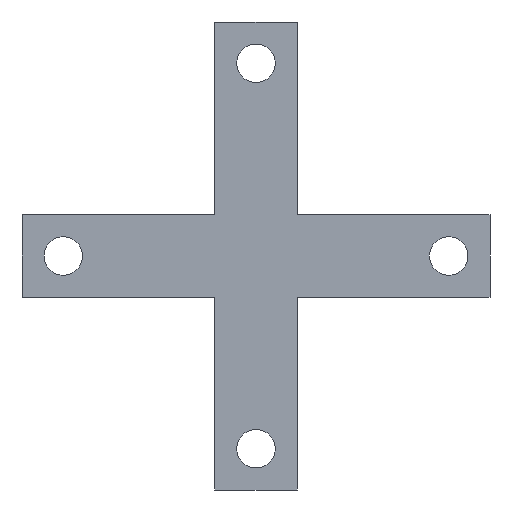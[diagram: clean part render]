
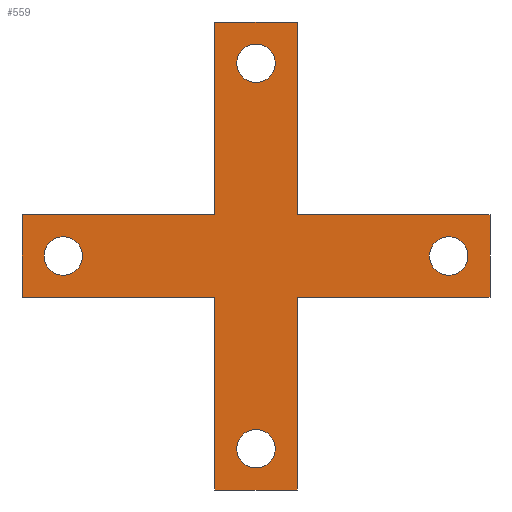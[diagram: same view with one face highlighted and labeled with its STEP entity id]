
A CAD part, front view. The second image highlights one B-rep face of the part: STEP entity #559.
In plain terms, the highlighted planar face has unit normal (0, -1, 0).
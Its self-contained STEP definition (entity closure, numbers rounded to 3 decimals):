
#19=FACE_BOUND('',#110,.T.);
#20=FACE_BOUND('',#111,.T.);
#21=FACE_BOUND('',#112,.T.);
#22=FACE_BOUND('',#113,.T.);
#47=PLANE('',#618);
#76=FACE_OUTER_BOUND('',#109,.T.);
#109=EDGE_LOOP('',(#507,#508,#509,#510,#511,#512,#513,#514,#515,#516,#517,
#518));
#110=EDGE_LOOP('',(#519));
#111=EDGE_LOOP('',(#520));
#112=EDGE_LOOP('',(#521));
#113=EDGE_LOOP('',(#522));
#125=LINE('',#822,#185);
#132=LINE('',#835,#192);
#138=LINE('',#852,#198);
#145=LINE('',#865,#205);
#151=LINE('',#881,#211);
#157=LINE('',#892,#217);
#165=LINE('',#908,#225);
#167=LINE('',#913,#227);
#169=LINE('',#916,#229);
#171=LINE('',#920,#231);
#172=LINE('',#922,#232);
#173=LINE('',#924,#233);
#185=VECTOR('',#670,10.);
#192=VECTOR('',#679,10.);
#198=VECTOR('',#695,10.);
#205=VECTOR('',#704,10.);
#211=VECTOR('',#722,10.);
#217=VECTOR('',#730,10.);
#225=VECTOR('',#750,10.);
#227=VECTOR('',#754,10.);
#229=VECTOR('',#758,10.);
#231=VECTOR('',#762,10.);
#232=VECTOR('',#765,10.);
#233=VECTOR('',#768,10.);
#234=CIRCLE('',#575,3.5);
#236=CIRCLE('',#578,3.5);
#238=CIRCLE('',#581,3.5);
#240=CIRCLE('',#584,3.5);
#246=VERTEX_POINT('',#773);
#248=VERTEX_POINT('',#779);
#250=VERTEX_POINT('',#785);
#252=VERTEX_POINT('',#791);
#264=VERTEX_POINT('',#819);
#265=VERTEX_POINT('',#821);
#270=VERTEX_POINT('',#833);
#275=VERTEX_POINT('',#849);
#276=VERTEX_POINT('',#851);
#281=VERTEX_POINT('',#863);
#284=VERTEX_POINT('',#878);
#285=VERTEX_POINT('',#880);
#289=VERTEX_POINT('',#890);
#292=VERTEX_POINT('',#910);
#293=VERTEX_POINT('',#912);
#294=VERTEX_POINT('',#918);
#295=EDGE_CURVE('',#246,#246,#234,.T.);
#298=EDGE_CURVE('',#248,#248,#236,.T.);
#301=EDGE_CURVE('',#250,#250,#238,.T.);
#304=EDGE_CURVE('',#252,#252,#240,.T.);
#318=EDGE_CURVE('',#265,#264,#125,.T.);
#325=EDGE_CURVE('',#264,#270,#132,.T.);
#333=EDGE_CURVE('',#275,#276,#138,.T.);
#340=EDGE_CURVE('',#281,#275,#145,.T.);
#348=EDGE_CURVE('',#284,#285,#151,.T.);
#354=EDGE_CURVE('',#289,#284,#157,.T.);
#362=EDGE_CURVE('',#281,#265,#165,.T.);
#364=EDGE_CURVE('',#292,#293,#167,.T.);
#366=EDGE_CURVE('',#285,#292,#169,.T.);
#368=EDGE_CURVE('',#270,#294,#171,.T.);
#369=EDGE_CURVE('',#293,#294,#172,.T.);
#370=EDGE_CURVE('',#276,#289,#173,.T.);
#507=ORIENTED_EDGE('',*,*,#340,.F.);
#508=ORIENTED_EDGE('',*,*,#362,.T.);
#509=ORIENTED_EDGE('',*,*,#318,.T.);
#510=ORIENTED_EDGE('',*,*,#325,.T.);
#511=ORIENTED_EDGE('',*,*,#368,.T.);
#512=ORIENTED_EDGE('',*,*,#369,.F.);
#513=ORIENTED_EDGE('',*,*,#364,.F.);
#514=ORIENTED_EDGE('',*,*,#366,.F.);
#515=ORIENTED_EDGE('',*,*,#348,.F.);
#516=ORIENTED_EDGE('',*,*,#354,.F.);
#517=ORIENTED_EDGE('',*,*,#370,.F.);
#518=ORIENTED_EDGE('',*,*,#333,.F.);
#519=ORIENTED_EDGE('',*,*,#295,.T.);
#520=ORIENTED_EDGE('',*,*,#298,.T.);
#521=ORIENTED_EDGE('',*,*,#301,.T.);
#522=ORIENTED_EDGE('',*,*,#304,.T.);
#559=ADVANCED_FACE('',(#76,#19,#20,#21,#22),#47,.F.);
#575=AXIS2_PLACEMENT_3D('',#774,#623,#624);
#578=AXIS2_PLACEMENT_3D('',#780,#630,#631);
#581=AXIS2_PLACEMENT_3D('',#786,#637,#638);
#584=AXIS2_PLACEMENT_3D('',#792,#644,#645);
#618=AXIS2_PLACEMENT_3D('',#925,#769,#770);
#623=DIRECTION('center_axis',(0.,1.,0.));
#624=DIRECTION('ref_axis',(1.,0.,0.));
#630=DIRECTION('center_axis',(0.,1.,0.));
#631=DIRECTION('ref_axis',(1.,0.,0.));
#637=DIRECTION('center_axis',(0.,1.,0.));
#638=DIRECTION('ref_axis',(1.,0.,0.));
#644=DIRECTION('center_axis',(0.,1.,0.));
#645=DIRECTION('ref_axis',(1.,0.,0.));
#670=DIRECTION('',(0.,0.,1.));
#679=DIRECTION('',(1.,0.,0.));
#695=DIRECTION('',(-1.,0.,0.));
#704=DIRECTION('',(0.,0.,1.));
#722=DIRECTION('',(0.,0.,1.));
#730=DIRECTION('',(1.,0.,0.));
#750=DIRECTION('',(1.,0.,0.));
#754=DIRECTION('',(0.,0.,-1.));
#758=DIRECTION('',(1.,0.,0.));
#762=DIRECTION('',(0.,0.,1.));
#765=DIRECTION('',(1.,0.,0.));
#768=DIRECTION('',(0.,0.,1.));
#769=DIRECTION('center_axis',(0.,1.,0.));
#770=DIRECTION('ref_axis',(1.,0.,0.));
#773=CARTESIAN_POINT('',(4.,0.,-42.5));
#774=CARTESIAN_POINT('Origin',(7.5,0.,-42.5));
#779=CARTESIAN_POINT('',(4.,0.,27.5));
#780=CARTESIAN_POINT('Origin',(7.5,0.,27.5));
#785=CARTESIAN_POINT('',(39.,0.,-7.5));
#786=CARTESIAN_POINT('Origin',(42.5,0.,-7.5));
#791=CARTESIAN_POINT('',(-31.,0.,-7.5));
#792=CARTESIAN_POINT('Origin',(-27.5,0.,-7.5));
#819=CARTESIAN_POINT('',(15.,0.,-15.));
#821=CARTESIAN_POINT('',(15.,0.,-50.));
#822=CARTESIAN_POINT('',(15.,0.,-50.));
#833=CARTESIAN_POINT('',(50.,0.,-15.));
#835=CARTESIAN_POINT('',(15.,0.,-15.));
#849=CARTESIAN_POINT('',(0.,0.,-15.));
#851=CARTESIAN_POINT('',(-35.,0.,-15.));
#852=CARTESIAN_POINT('',(0.,0.,-15.));
#863=CARTESIAN_POINT('',(0.,0.,-50.));
#865=CARTESIAN_POINT('',(0.,0.,-50.));
#878=CARTESIAN_POINT('',(0.,0.,0.));
#880=CARTESIAN_POINT('',(0.,0.,35.));
#881=CARTESIAN_POINT('',(0.,0.,0.));
#890=CARTESIAN_POINT('',(-35.,0.,0.));
#892=CARTESIAN_POINT('',(-35.,0.,0.));
#908=CARTESIAN_POINT('',(0.,0.,-50.));
#910=CARTESIAN_POINT('',(15.,0.,35.));
#912=CARTESIAN_POINT('',(15.,0.,0.));
#913=CARTESIAN_POINT('',(15.,0.,35.));
#916=CARTESIAN_POINT('',(0.,0.,35.));
#918=CARTESIAN_POINT('',(50.,0.,0.));
#920=CARTESIAN_POINT('',(50.,0.,-15.));
#922=CARTESIAN_POINT('',(15.,0.,0.));
#924=CARTESIAN_POINT('',(-35.,0.,-15.));
#925=CARTESIAN_POINT('Origin',(7.5,0.,-7.5));
